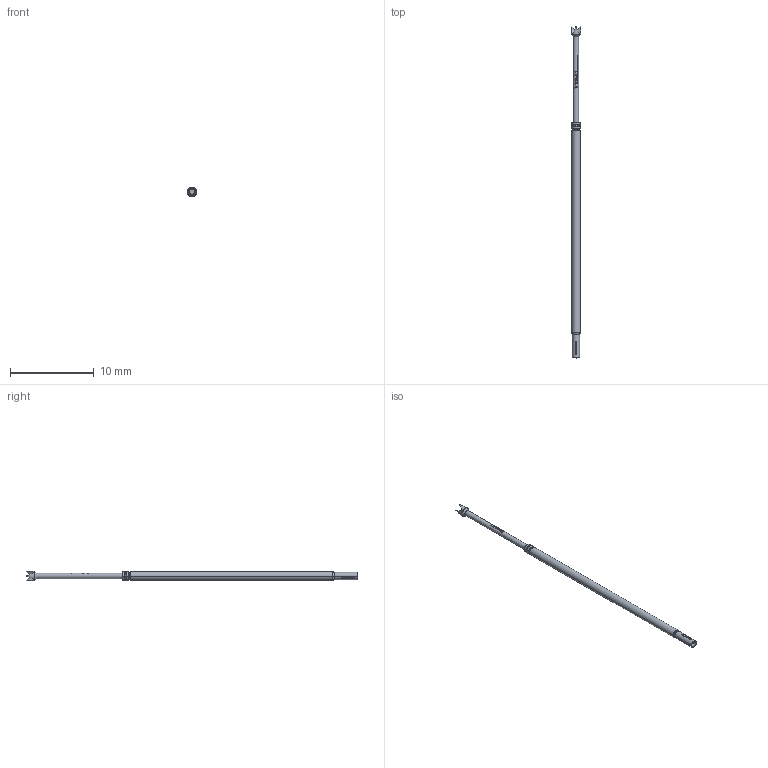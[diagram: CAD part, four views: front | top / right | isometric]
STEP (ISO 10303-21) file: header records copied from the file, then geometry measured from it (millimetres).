
FILE_DESCRIPTION (( 'STEP AP203' ), '1' );
FILE_NAME ('INGUN_S-050_214_115_A_xx00_L.STEP', '2022-01-27T14:56:33', ( 'ochi' ), ( '' ), 'SwSTEP 2.0', 'SolidWorks 2018', '' );
FILE_SCHEMA (( 'CONFIG_CONTROL_DESIGN' ));
Length unit declared in the file: millimetre
Products named in the file (1): INGUN_S-050_214_115_A_xx00_L
Bounding box: 1.15 x 39.62 x 1.15 mm (x, y, z)
Volume: 25 mm3; surface area: 121.6 mm2
Topology: 1 solids, 1 shells, 134 faces, 335 edges, 212 vertices
Faces by surface type: bspline 60, cylinder 27, cone 18, plane 17, torus 12
Entity records: 5761 total; most frequent: CARTESIAN_POINT 3057, ORIENTED_EDGE 662, DIRECTION 346, EDGE_CURVE 331, VERTEX_POINT 212, B_SPLINE_CURVE_WITH_KNOTS 199, AXIS2_PLACEMENT_3D 147, EDGE_LOOP 147
